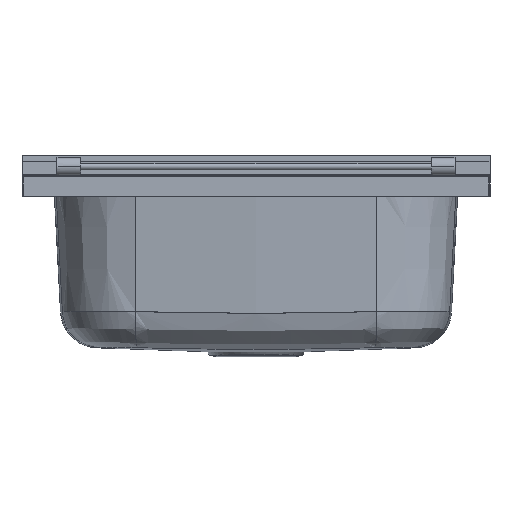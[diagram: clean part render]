
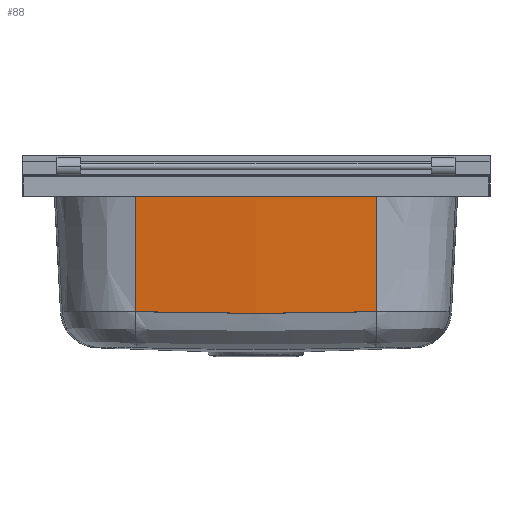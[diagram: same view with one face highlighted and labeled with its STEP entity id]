
A CAD part, front view. The second image highlights one B-rep face of the part: STEP entity #88.
In plain terms, the highlighted free-form (B-spline) face has degree [3, 3] with [6, 4] control points.
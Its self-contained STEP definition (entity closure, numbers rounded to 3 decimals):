
#88=ADVANCED_FACE('',(#416),#4446,.T.);
#416=FACE_OUTER_BOUND('',#733,.T.);
#733=EDGE_LOOP('',(#1178,#1179,#1180,#1181));
#1178=ORIENTED_EDGE('',*,*,#2579,.T.);
#1179=ORIENTED_EDGE('',*,*,#2594,.F.);
#1180=ORIENTED_EDGE('',*,*,#2593,.T.);
#1181=ORIENTED_EDGE('',*,*,#2592,.T.);
#2579=EDGE_CURVE('',#4060,#4059,#3515,.T.);
#2592=EDGE_CURVE('',#4070,#4060,#3523,.T.);
#2593=EDGE_CURVE('',#4069,#4070,#3524,.T.);
#2594=EDGE_CURVE('',#4069,#4059,#3525,.T.);
#3515=B_SPLINE_CURVE_WITH_KNOTS('',3,(#11329,#11330,#11331,#11332,#11333,
#11334),.UNSPECIFIED.,.F.,.F.,(4,1,1,4),(0.,95.213,190.426,
285.639),.UNSPECIFIED.);
#3523=B_SPLINE_CURVE_WITH_KNOTS('',1,(#11435,#11436),.UNSPECIFIED.,.F.,
 .F.,(2,2),(-151.702,0.),.UNSPECIFIED.);
#3524=B_SPLINE_CURVE_WITH_KNOTS('',3,(#11437,#11438,#11439,#11440,#11441,
#11442,#11443,#11444,#11445,#11446,#11447,#11448,#11449,#11450,#11451,#11452,
#11453,#11454,#11455,#11456,#11457,#11458,#11459,#11460,#11461,#11462),
 .UNSPECIFIED.,.F.,.F.,(4,1,1,1,1,1,1,1,1,1,1,1,1,1,1,1,1,1,1,1,1,1,1,4),
(-284.851,-272.466,-260.081,-247.697,
-235.312,-222.927,-210.542,-198.157,
-185.772,-173.388,-161.003,-148.618,
-136.233,-123.848,-111.463,-99.079,
-86.694,-74.309,-61.924,-49.539,
-37.154,-24.77,-12.385,0.),.UNSPECIFIED.);
#3525=B_SPLINE_CURVE_WITH_KNOTS('',1,(#11463,#11464),.UNSPECIFIED.,.F.,
 .F.,(2,2),(0.,151.702),.UNSPECIFIED.);
#4059=VERTEX_POINT('',#10774);
#4060=VERTEX_POINT('',#10775);
#4069=VERTEX_POINT('',#10784);
#4070=VERTEX_POINT('',#10785);
#4446=B_SPLINE_SURFACE_WITH_KNOTS('',3,3,((#6243,#6244,#6245,#6246),(#6247,
#6248,#6249,#6250),(#6251,#6252,#6253,#6254),(#6255,#6256,#6257,#6258),
(#6259,#6260,#6261,#6262),(#6263,#6264,#6265,#6266)),.UNSPECIFIED.,.F.,
 .F.,.F.,(4,1,1,4),(4,4),(0.,5.715,291.456,297.171),
(0.,159.833),.UNSPECIFIED.);
#6243=CARTESIAN_POINT('',(-175933.063,723516.887,-6.247));
#6244=CARTESIAN_POINT('',(-175933.207,723519.671,-59.452));
#6245=CARTESIAN_POINT('',(-175933.35,723522.456,-112.656));
#6246=CARTESIAN_POINT('',(-175933.494,723525.241,-165.861));
#6247=CARTESIAN_POINT('',(-175934.965,723516.789,-6.247));
#6248=CARTESIAN_POINT('',(-175935.106,723519.573,-59.452));
#6249=CARTESIAN_POINT('',(-175935.248,723522.358,-112.656));
#6250=CARTESIAN_POINT('',(-175935.39,723525.143,-165.861));
#6251=CARTESIAN_POINT('',(-176031.953,723511.887,-6.247));
#6252=CARTESIAN_POINT('',(-176032.001,723514.677,-59.452));
#6253=CARTESIAN_POINT('',(-176032.049,723517.466,-112.656));
#6254=CARTESIAN_POINT('',(-176032.097,723520.256,-165.861));
#6255=CARTESIAN_POINT('',(-176131.091,723511.887,-6.247));
#6256=CARTESIAN_POINT('',(-176131.043,723514.677,-59.452));
#6257=CARTESIAN_POINT('',(-176130.995,723517.466,-112.656));
#6258=CARTESIAN_POINT('',(-176130.947,723520.256,-165.861));
#6259=CARTESIAN_POINT('',(-176228.08,723516.789,-6.247));
#6260=CARTESIAN_POINT('',(-176227.938,723519.573,-59.452));
#6261=CARTESIAN_POINT('',(-176227.796,723522.358,-112.656));
#6262=CARTESIAN_POINT('',(-176227.655,723525.143,-165.861));
#6263=CARTESIAN_POINT('',(-176229.981,723516.887,-6.247));
#6264=CARTESIAN_POINT('',(-176229.838,723519.671,-59.452));
#6265=CARTESIAN_POINT('',(-176229.694,723522.456,-112.656));
#6266=CARTESIAN_POINT('',(-176229.551,723525.241,-165.861));
#10774=CARTESIAN_POINT('',(-176224.268,723516.759,-9.317));
#10775=CARTESIAN_POINT('',(-175938.776,723516.759,-9.317));
#10784=CARTESIAN_POINT('',(-176223.875,723524.689,-160.811));
#10785=CARTESIAN_POINT('',(-175939.169,723524.689,-160.811));
#11329=CARTESIAN_POINT('',(-175938.776,723516.759,-9.317));
#11330=CARTESIAN_POINT('',(-175970.471,723515.189,-9.317));
#11331=CARTESIAN_POINT('',(-176033.913,723513.094,-9.317));
#11332=CARTESIAN_POINT('',(-176129.131,723513.094,-9.317));
#11333=CARTESIAN_POINT('',(-176192.573,723515.189,-9.317));
#11334=CARTESIAN_POINT('',(-176224.268,723516.759,-9.317));
#11435=CARTESIAN_POINT('',(-175939.169,723524.689,-160.811));
#11436=CARTESIAN_POINT('',(-175938.776,723516.759,-9.317));
#11437=CARTESIAN_POINT('',(-176223.875,723524.689,-160.811));
#11438=CARTESIAN_POINT('',(-176218.892,723524.448,-160.929));
#11439=CARTESIAN_POINT('',(-176209.063,723523.999,-161.156));
#11440=CARTESIAN_POINT('',(-176194.613,723523.411,-161.47));
#11441=CARTESIAN_POINT('',(-176180.826,723522.918,-161.746));
#11442=CARTESIAN_POINT('',(-176167.972,723522.517,-161.982));
#11443=CARTESIAN_POINT('',(-176156.053,723522.194,-162.179));
#11444=CARTESIAN_POINT('',(-176144.527,723521.928,-162.347));
#11445=CARTESIAN_POINT('',(-176132.979,723521.706,-162.492));
#11446=CARTESIAN_POINT('',(-176121.425,723521.528,-162.611));
#11447=CARTESIAN_POINT('',(-176109.864,723521.396,-162.701));
#11448=CARTESIAN_POINT('',(-176098.336,723521.309,-162.762));
#11449=CARTESIAN_POINT('',(-176086.855,723521.266,-162.792));
#11450=CARTESIAN_POINT('',(-176075.391,723521.268,-162.791));
#11451=CARTESIAN_POINT('',(-176063.92,723521.313,-162.759));
#11452=CARTESIAN_POINT('',(-176052.414,723521.404,-162.696));
#11453=CARTESIAN_POINT('',(-176040.877,723521.538,-162.604));
#11454=CARTESIAN_POINT('',(-176029.315,723521.719,-162.483));
#11455=CARTESIAN_POINT('',(-176017.803,723521.943,-162.337));
#11456=CARTESIAN_POINT('',(-176006.394,723522.21,-162.169));
#11457=CARTESIAN_POINT('',(-175994.625,723522.53,-161.974));
#11458=CARTESIAN_POINT('',(-175981.965,723522.927,-161.741));
#11459=CARTESIAN_POINT('',(-175968.4,723523.413,-161.469));
#11460=CARTESIAN_POINT('',(-175954.091,723523.994,-161.159));
#11461=CARTESIAN_POINT('',(-175944.209,723524.445,-160.93));
#11462=CARTESIAN_POINT('',(-175939.169,723524.689,-160.811));
#11463=CARTESIAN_POINT('',(-176223.875,723524.689,-160.811));
#11464=CARTESIAN_POINT('',(-176224.268,723516.759,-9.317));
